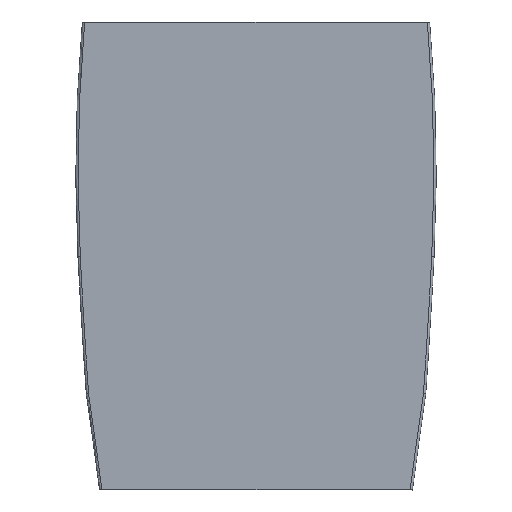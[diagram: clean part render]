
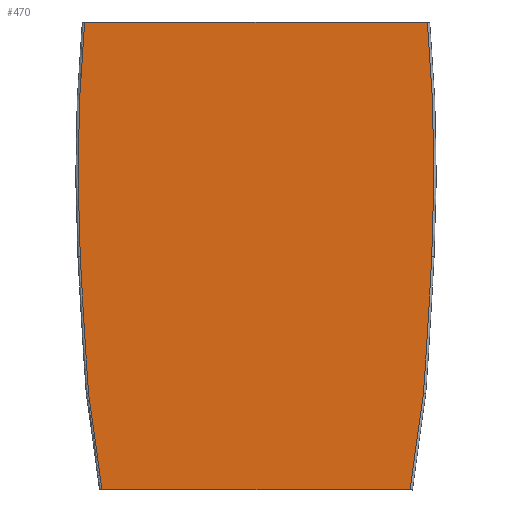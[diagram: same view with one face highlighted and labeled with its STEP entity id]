
A CAD part, front view. The second image highlights one B-rep face of the part: STEP entity #470.
In plain terms, the highlighted planar face has unit normal (0, -1, 0).
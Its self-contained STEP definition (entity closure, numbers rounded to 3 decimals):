
#56=PLANE('',#557);
#80=FACE_OUTER_BOUND('',#117,.T.);
#117=EDGE_LOOP('',(#400,#401,#402,#403,#404,#405,#406,#407));
#127=LINE('',#761,#144);
#133=LINE('',#843,#150);
#144=VECTOR('',#582,10.);
#150=VECTOR('',#594,10.);
#164=CIRCLE('',#516,3063.584);
#165=CIRCLE('',#518,719.734);
#170=CIRCLE('',#524,719.734);
#183=CIRCLE('',#550,3162.749);
#186=CIRCLE('',#554,3162.749);
#187=CIRCLE('',#556,3063.584);
#198=VERTEX_POINT('',#749);
#199=VERTEX_POINT('',#760);
#206=VERTEX_POINT('',#793);
#212=VERTEX_POINT('',#832);
#218=VERTEX_POINT('',#870);
#219=VERTEX_POINT('',#885);
#222=VERTEX_POINT('',#893);
#233=VERTEX_POINT('',#953);
#241=EDGE_CURVE('',#199,#198,#127,.T.);
#255=EDGE_CURVE('',#206,#212,#133,.T.);
#263=EDGE_CURVE('',#199,#218,#164,.T.);
#265=EDGE_CURVE('',#206,#219,#165,.T.);
#270=EDGE_CURVE('',#222,#212,#170,.T.);
#290=EDGE_CURVE('',#218,#222,#183,.T.);
#293=EDGE_CURVE('',#219,#233,#186,.T.);
#295=EDGE_CURVE('',#233,#198,#187,.T.);
#400=ORIENTED_EDGE('',*,*,#241,.T.);
#401=ORIENTED_EDGE('',*,*,#295,.F.);
#402=ORIENTED_EDGE('',*,*,#293,.F.);
#403=ORIENTED_EDGE('',*,*,#265,.F.);
#404=ORIENTED_EDGE('',*,*,#255,.T.);
#405=ORIENTED_EDGE('',*,*,#270,.F.);
#406=ORIENTED_EDGE('',*,*,#290,.F.);
#407=ORIENTED_EDGE('',*,*,#263,.F.);
#470=ADVANCED_FACE('',(#80),#56,.F.);
#516=AXIS2_PLACEMENT_3D('',#871,#612,#613);
#518=AXIS2_PLACEMENT_3D('',#886,#616,#617);
#524=AXIS2_PLACEMENT_3D('',#895,#628,#629);
#550=AXIS2_PLACEMENT_3D('',#949,#686,#687);
#554=AXIS2_PLACEMENT_3D('',#954,#694,#695);
#556=AXIS2_PLACEMENT_3D('',#968,#698,#699);
#557=AXIS2_PLACEMENT_3D('',#969,#700,#701);
#582=DIRECTION('',(1.,0.,0.));
#594=DIRECTION('',(-1.,0.,0.));
#612=DIRECTION('center_axis',(0.,-1.,0.));
#613=DIRECTION('ref_axis',(0.993,0.,0.117));
#616=DIRECTION('center_axis',(0.,1.,0.));
#617=DIRECTION('ref_axis',(0.999,0.,0.054));
#628=DIRECTION('center_axis',(0.,1.,0.));
#629=DIRECTION('ref_axis',(-0.999,0.,0.054));
#686=DIRECTION('center_axis',(0.,1.,0.));
#687=DIRECTION('ref_axis',(-0.998,0.,-0.06));
#694=DIRECTION('center_axis',(0.,1.,0.));
#695=DIRECTION('ref_axis',(0.998,0.,-0.06));
#698=DIRECTION('center_axis',(0.,-1.,0.));
#699=DIRECTION('ref_axis',(-0.993,0.,0.117));
#700=DIRECTION('center_axis',(0.,1.,0.));
#701=DIRECTION('ref_axis',(0.,0.,1.));
#749=CARTESIAN_POINT('',(65.481,0.,-71.517));
#760=CARTESIAN_POINT('',(-66.264,0.,-71.517));
#761=CARTESIAN_POINT('',(-36.332,0.,-71.517));
#793=CARTESIAN_POINT('',(72.85,0.,128.483));
#832=CARTESIAN_POINT('',(-73.633,0.,128.483));
#843=CARTESIAN_POINT('',(36.731,0.,128.483));
#870=CARTESIAN_POINT('',(-71.949,0.,-30.287));
#871=CARTESIAN_POINT('Origin',(-3103.91,0.,-469.329));
#885=CARTESIAN_POINT('',(74.709,0.,28.328));
#886=CARTESIAN_POINT('Origin',(-644.086,0.,65.081));
#893=CARTESIAN_POINT('',(-75.492,0.,28.328));
#895=CARTESIAN_POINT('Origin',(643.303,0.,65.081));
#949=CARTESIAN_POINT('Origin',(3083.131,0.,189.83));
#953=CARTESIAN_POINT('',(71.166,0.,-30.287));
#954=CARTESIAN_POINT('Origin',(-3083.914,0.,189.83));
#968=CARTESIAN_POINT('Origin',(3103.127,0.,-469.329));
#969=CARTESIAN_POINT('Origin',(-0.392,0.,9.083));
